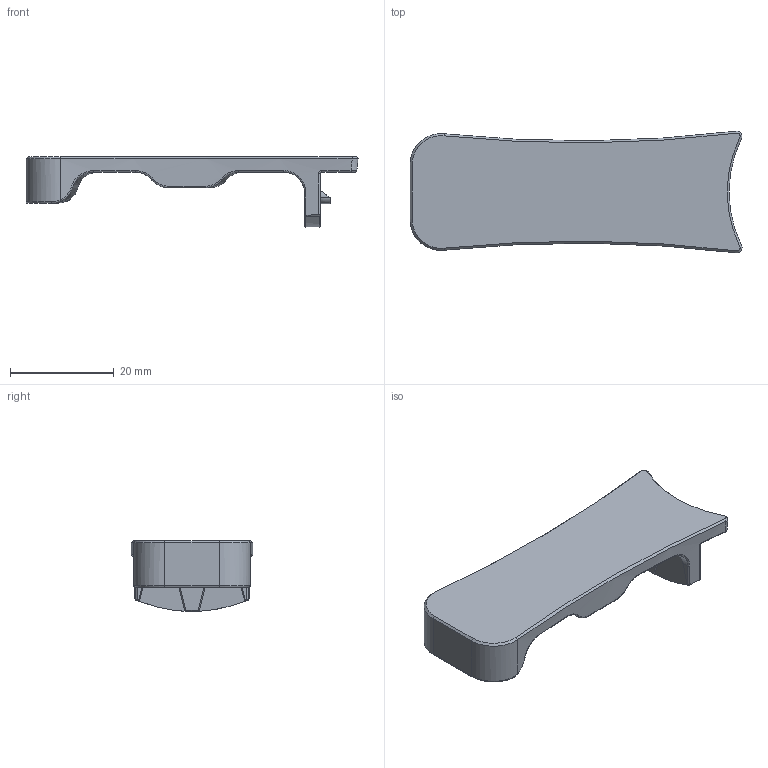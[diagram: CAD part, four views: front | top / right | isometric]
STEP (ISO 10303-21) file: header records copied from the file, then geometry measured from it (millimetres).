
FILE_DESCRIPTION(/* description */ (''),/* implementation_level */ '2;1');
FILE_NAME(/* name */ 'cup_handle_mod.step',/* time_stamp */ '2024-04-13T08:55:09+02:00',/* author */ (''),/* organization */ (''),/* preprocessor_version */ 'ST-DEVELOPER v20',/* originating_system */ 'Autodesk Translation Framework v12.20.1.177',/* authorisation */ '');
FILE_SCHEMA (('AUTOMOTIVE_DESIGN { 1 0 10303 214 3 1 1 }'));
Length unit declared in the file: millimetre
Products named in the file (1): cup_handle_mod
Bounding box: 64.02 x 23.48 x 13.63 mm (x, y, z)
Volume: 6594.5 mm3; surface area: 3897.7 mm2
Topology: 1 solids, 1 shells, 109 faces, 268 edges, 163 vertices
Faces by surface type: bspline 54, plane 18, torus 16, cylinder 15, cone 6
Entity records: 5530 total; most frequent: CARTESIAN_POINT 3217, ORIENTED_EDGE 536, DIRECTION 375, EDGE_CURVE 268, VERTEX_POINT 163, AXIS2_PLACEMENT_3D 155, EDGE_LOOP 111, FACE_OUTER_BOUND 109
